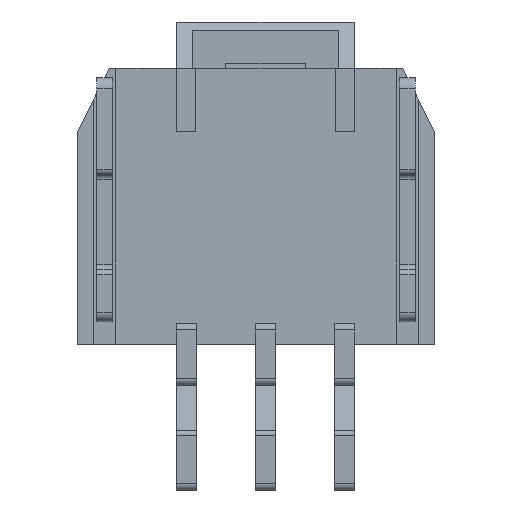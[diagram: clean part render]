
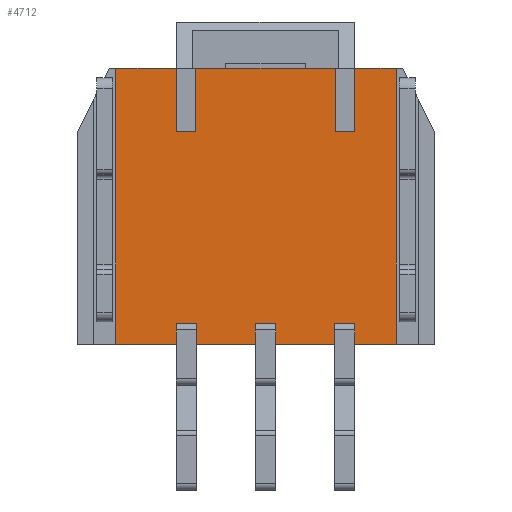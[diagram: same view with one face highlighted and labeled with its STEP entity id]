
A CAD part, front view. The second image highlights one B-rep face of the part: STEP entity #4712.
In plain terms, the highlighted planar face has unit normal (0, -1, 0).
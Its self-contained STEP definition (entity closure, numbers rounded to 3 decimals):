
#221=FACE_OUTER_BOUND('',#475,.T.);
#475=EDGE_LOOP('',(#3123,#3124,#3125,#3126,#3127,#3128,#3129,#3130,#3131,
#3132,#3133,#3134,#3135,#3136,#3137,#3138,#3139,#3140,#3141,#3142,#3143,
#3144,#3145,#3146));
#750=LINE('',#6592,#1368);
#751=LINE('',#6594,#1369);
#752=LINE('',#6596,#1370);
#753=LINE('',#6598,#1371);
#754=LINE('',#6600,#1372);
#755=LINE('',#6602,#1373);
#756=LINE('',#6604,#1374);
#757=LINE('',#6606,#1375);
#758=LINE('',#6608,#1376);
#759=LINE('',#6610,#1377);
#760=LINE('',#6612,#1378);
#761=LINE('',#6614,#1379);
#762=LINE('',#6616,#1380);
#763=LINE('',#6618,#1381);
#764=LINE('',#6620,#1382);
#765=LINE('',#6622,#1383);
#766=LINE('',#6624,#1384);
#767=LINE('',#6626,#1385);
#768=LINE('',#6628,#1386);
#769=LINE('',#6630,#1387);
#770=LINE('',#6632,#1388);
#771=LINE('',#6634,#1389);
#772=LINE('',#6636,#1390);
#773=LINE('',#6637,#1391);
#1368=VECTOR('',#5318,0.65);
#1369=VECTOR('',#5319,0.635);
#1370=VECTOR('',#5320,0.65);
#1371=VECTOR('',#5321,1.303);
#1372=VECTOR('',#5322,8.69);
#1373=VECTOR('',#5323,1.32);
#1374=VECTOR('',#5324,2.);
#1375=VECTOR('',#5325,0.6);
#1376=VECTOR('',#5326,2.);
#1377=VECTOR('',#5327,4.4);
#1378=VECTOR('',#5328,2.);
#1379=VECTOR('',#5329,0.6);
#1380=VECTOR('',#5330,2.);
#1381=VECTOR('',#5331,1.92);
#1382=VECTOR('',#5332,8.69);
#1383=VECTOR('',#5333,1.903);
#1384=VECTOR('',#5334,0.65);
#1385=VECTOR('',#5335,0.635);
#1386=VECTOR('',#5336,0.65);
#1387=VECTOR('',#5337,1.865);
#1388=VECTOR('',#5338,0.65);
#1389=VECTOR('',#5339,0.635);
#1390=VECTOR('',#5340,0.65);
#1391=VECTOR('',#5341,1.865);
#1986=VERTEX_POINT('',#6590);
#1987=VERTEX_POINT('',#6591);
#1988=VERTEX_POINT('',#6593);
#1989=VERTEX_POINT('',#6595);
#1990=VERTEX_POINT('',#6597);
#1991=VERTEX_POINT('',#6599);
#1992=VERTEX_POINT('',#6601);
#1993=VERTEX_POINT('',#6603);
#1994=VERTEX_POINT('',#6605);
#1995=VERTEX_POINT('',#6607);
#1996=VERTEX_POINT('',#6609);
#1997=VERTEX_POINT('',#6611);
#1998=VERTEX_POINT('',#6613);
#1999=VERTEX_POINT('',#6615);
#2000=VERTEX_POINT('',#6617);
#2001=VERTEX_POINT('',#6619);
#2002=VERTEX_POINT('',#6621);
#2003=VERTEX_POINT('',#6623);
#2004=VERTEX_POINT('',#6625);
#2005=VERTEX_POINT('',#6627);
#2006=VERTEX_POINT('',#6629);
#2007=VERTEX_POINT('',#6631);
#2008=VERTEX_POINT('',#6633);
#2009=VERTEX_POINT('',#6635);
#2435=EDGE_CURVE('',#1986,#1987,#750,.T.);
#2436=EDGE_CURVE('',#1987,#1988,#751,.T.);
#2437=EDGE_CURVE('',#1989,#1988,#752,.T.);
#2438=EDGE_CURVE('',#1990,#1989,#753,.T.);
#2439=EDGE_CURVE('',#1990,#1991,#754,.T.);
#2440=EDGE_CURVE('',#1992,#1991,#755,.T.);
#2441=EDGE_CURVE('',#1992,#1993,#756,.T.);
#2442=EDGE_CURVE('',#1994,#1993,#757,.T.);
#2443=EDGE_CURVE('',#1995,#1994,#758,.T.);
#2444=EDGE_CURVE('',#1996,#1995,#759,.T.);
#2445=EDGE_CURVE('',#1996,#1997,#760,.T.);
#2446=EDGE_CURVE('',#1998,#1997,#761,.T.);
#2447=EDGE_CURVE('',#1999,#1998,#762,.T.);
#2448=EDGE_CURVE('',#2000,#1999,#763,.T.);
#2449=EDGE_CURVE('',#2001,#2000,#764,.T.);
#2450=EDGE_CURVE('',#2002,#2001,#765,.T.);
#2451=EDGE_CURVE('',#2002,#2003,#766,.T.);
#2452=EDGE_CURVE('',#2003,#2004,#767,.T.);
#2453=EDGE_CURVE('',#2005,#2004,#768,.T.);
#2454=EDGE_CURVE('',#2006,#2005,#769,.T.);
#2455=EDGE_CURVE('',#2006,#2007,#770,.T.);
#2456=EDGE_CURVE('',#2007,#2008,#771,.T.);
#2457=EDGE_CURVE('',#2009,#2008,#772,.T.);
#2458=EDGE_CURVE('',#1986,#2009,#773,.T.);
#3123=ORIENTED_EDGE('',*,*,#2435,.T.);
#3124=ORIENTED_EDGE('',*,*,#2436,.T.);
#3125=ORIENTED_EDGE('',*,*,#2437,.F.);
#3126=ORIENTED_EDGE('',*,*,#2438,.F.);
#3127=ORIENTED_EDGE('',*,*,#2439,.T.);
#3128=ORIENTED_EDGE('',*,*,#2440,.F.);
#3129=ORIENTED_EDGE('',*,*,#2441,.T.);
#3130=ORIENTED_EDGE('',*,*,#2442,.F.);
#3131=ORIENTED_EDGE('',*,*,#2443,.F.);
#3132=ORIENTED_EDGE('',*,*,#2444,.F.);
#3133=ORIENTED_EDGE('',*,*,#2445,.T.);
#3134=ORIENTED_EDGE('',*,*,#2446,.F.);
#3135=ORIENTED_EDGE('',*,*,#2447,.F.);
#3136=ORIENTED_EDGE('',*,*,#2448,.F.);
#3137=ORIENTED_EDGE('',*,*,#2449,.F.);
#3138=ORIENTED_EDGE('',*,*,#2450,.F.);
#3139=ORIENTED_EDGE('',*,*,#2451,.T.);
#3140=ORIENTED_EDGE('',*,*,#2452,.T.);
#3141=ORIENTED_EDGE('',*,*,#2453,.F.);
#3142=ORIENTED_EDGE('',*,*,#2454,.F.);
#3143=ORIENTED_EDGE('',*,*,#2455,.T.);
#3144=ORIENTED_EDGE('',*,*,#2456,.T.);
#3145=ORIENTED_EDGE('',*,*,#2457,.F.);
#3146=ORIENTED_EDGE('',*,*,#2458,.F.);
#4493=PLANE('',#4980);
#4712=ADVANCED_FACE('',(#221),#4493,.F.);
#4980=AXIS2_PLACEMENT_3D('',#6589,#5316,#5317);
#5316=DIRECTION('center_axis',(0.,1.,0.));
#5317=DIRECTION('ref_axis',(-1.,0.,0.));
#5318=DIRECTION('',(0.,0.,1.));
#5319=DIRECTION('',(1.,0.,0.));
#5320=DIRECTION('',(0.,0.,1.));
#5321=DIRECTION('',(-1.,0.,0.));
#5322=DIRECTION('',(0.,0.,1.));
#5323=DIRECTION('',(1.,0.,0.));
#5324=DIRECTION('',(0.,0.,-1.));
#5325=DIRECTION('',(1.,0.,0.));
#5326=DIRECTION('',(0.,0.,-1.));
#5327=DIRECTION('',(1.,0.,0.));
#5328=DIRECTION('',(0.,0.,-1.));
#5329=DIRECTION('',(1.,0.,0.));
#5330=DIRECTION('',(0.,0.,-1.));
#5331=DIRECTION('',(1.,0.,0.));
#5332=DIRECTION('',(0.,0.,1.));
#5333=DIRECTION('',(-1.,0.,0.));
#5334=DIRECTION('',(0.,0.,1.));
#5335=DIRECTION('',(1.,0.,0.));
#5336=DIRECTION('',(0.,0.,1.));
#5337=DIRECTION('',(-1.,0.,0.));
#5338=DIRECTION('',(0.,0.,1.));
#5339=DIRECTION('',(1.,0.,0.));
#5340=DIRECTION('',(0.,0.,1.));
#5341=DIRECTION('',(-1.,0.,0.));
#6589=CARTESIAN_POINT('Origin',(0.,-2.99,0.));
#6590=CARTESIAN_POINT('',(2.183,-2.99,0.));
#6591=CARTESIAN_POINT('',(2.183,-2.99,0.65));
#6592=CARTESIAN_POINT('',(2.183,-2.99,0.));
#6593=CARTESIAN_POINT('',(2.818,-2.99,0.65));
#6594=CARTESIAN_POINT('',(2.183,-2.99,0.65));
#6595=CARTESIAN_POINT('',(2.818,-2.99,0.));
#6596=CARTESIAN_POINT('',(2.818,-2.99,0.));
#6597=CARTESIAN_POINT('',(4.12,-2.99,0.));
#6598=CARTESIAN_POINT('',(4.12,-2.99,0.));
#6599=CARTESIAN_POINT('',(4.12,-2.99,8.69));
#6600=CARTESIAN_POINT('',(4.12,-2.99,0.));
#6601=CARTESIAN_POINT('',(2.8,-2.99,8.69));
#6602=CARTESIAN_POINT('',(2.8,-2.99,8.69));
#6603=CARTESIAN_POINT('',(2.8,-2.99,6.69));
#6604=CARTESIAN_POINT('',(2.8,-2.99,8.69));
#6605=CARTESIAN_POINT('',(2.2,-2.99,6.69));
#6606=CARTESIAN_POINT('',(2.2,-2.99,6.69));
#6607=CARTESIAN_POINT('',(2.2,-2.99,8.69));
#6608=CARTESIAN_POINT('',(2.2,-2.99,8.69));
#6609=CARTESIAN_POINT('',(-2.2,-2.99,8.69));
#6610=CARTESIAN_POINT('',(-2.2,-2.99,8.69));
#6611=CARTESIAN_POINT('',(-2.2,-2.99,6.69));
#6612=CARTESIAN_POINT('',(-2.2,-2.99,8.69));
#6613=CARTESIAN_POINT('',(-2.8,-2.99,6.69));
#6614=CARTESIAN_POINT('',(-2.8,-2.99,6.69));
#6615=CARTESIAN_POINT('',(-2.8,-2.99,8.69));
#6616=CARTESIAN_POINT('',(-2.8,-2.99,8.69));
#6617=CARTESIAN_POINT('',(-4.72,-2.99,8.69));
#6618=CARTESIAN_POINT('',(-4.72,-2.99,8.69));
#6619=CARTESIAN_POINT('',(-4.72,-2.99,0.));
#6620=CARTESIAN_POINT('',(-4.72,-2.99,0.));
#6621=CARTESIAN_POINT('',(-2.818,-2.99,0.));
#6622=CARTESIAN_POINT('',(-2.818,-2.99,0.));
#6623=CARTESIAN_POINT('',(-2.818,-2.99,0.65));
#6624=CARTESIAN_POINT('',(-2.818,-2.99,0.));
#6625=CARTESIAN_POINT('',(-2.183,-2.99,0.65));
#6626=CARTESIAN_POINT('',(-2.818,-2.99,0.65));
#6627=CARTESIAN_POINT('',(-2.183,-2.99,0.));
#6628=CARTESIAN_POINT('',(-2.183,-2.99,0.));
#6629=CARTESIAN_POINT('',(-0.318,-2.99,0.));
#6630=CARTESIAN_POINT('',(-0.318,-2.99,0.));
#6631=CARTESIAN_POINT('',(-0.318,-2.99,0.65));
#6632=CARTESIAN_POINT('',(-0.318,-2.99,0.));
#6633=CARTESIAN_POINT('',(0.318,-2.99,0.65));
#6634=CARTESIAN_POINT('',(-0.318,-2.99,0.65));
#6635=CARTESIAN_POINT('',(0.318,-2.99,0.));
#6636=CARTESIAN_POINT('',(0.318,-2.99,0.));
#6637=CARTESIAN_POINT('',(2.183,-2.99,0.));
